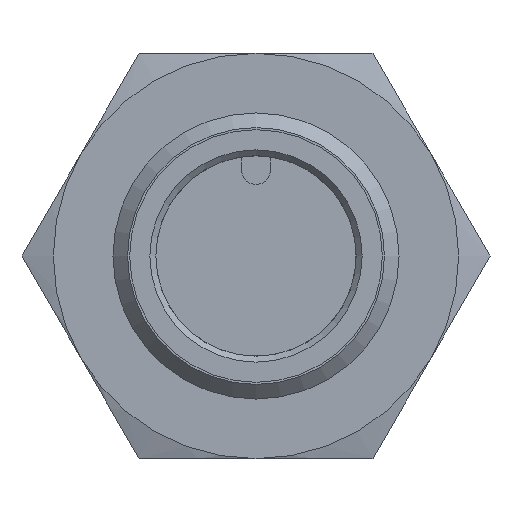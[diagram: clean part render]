
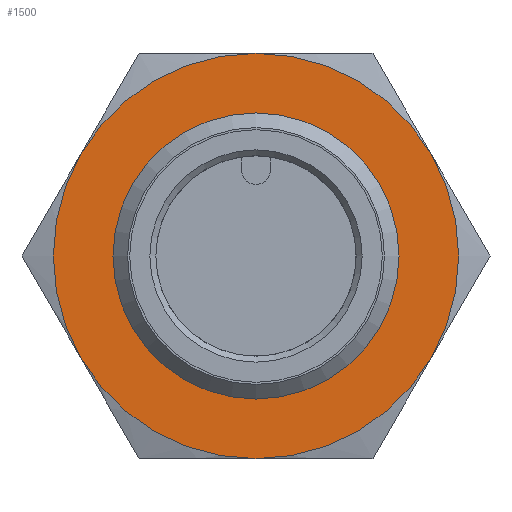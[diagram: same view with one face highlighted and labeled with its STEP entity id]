
A CAD part, left-side view. The second image highlights one B-rep face of the part: STEP entity #1500.
In plain terms, the highlighted planar face has unit normal (-1, 0, 0).
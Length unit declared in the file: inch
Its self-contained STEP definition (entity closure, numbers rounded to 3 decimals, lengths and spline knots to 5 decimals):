
#10 = CARTESIAN_POINT ( 'NONE',  ( 1.53543, 0.16732, 0. ) ) ;
#33 = ORIENTED_EDGE ( 'NONE', *, *, #322, .T. ) ;
#85 = AXIS2_PLACEMENT_3D ( 'NONE', #3524, #2118, #3220 ) ;
#123 = VERTEX_POINT ( 'NONE', #2574 ) ;
#231 = CIRCLE ( 'NONE', #1889, 0.33465 ) ;
#272 = ORIENTED_EDGE ( 'NONE', *, *, #3259, .T. ) ;
#322 = EDGE_CURVE ( 'NONE', #1042, #2608, #1131, .T. ) ;
#347 = CARTESIAN_POINT ( 'NONE',  ( 1.53543, 0., 0.33465 ) ) ;
#470 = AXIS2_PLACEMENT_3D ( 'NONE', #912, #923, #2299 ) ;
#477 = DIRECTION ( 'NONE',  ( -1., 0., 0. ) ) ;
#518 = CARTESIAN_POINT ( 'NONE',  ( 1.53543, 0., 0. ) ) ;
#637 = VERTEX_POINT ( 'NONE', #1758 ) ;
#674 = ORIENTED_EDGE ( 'NONE', *, *, #3195, .T. ) ;
#724 = CARTESIAN_POINT ( 'NONE',  ( 1.53543, 0., 0.23622 ) ) ;
#758 = PLANE ( 'NONE',  #3127 ) ;
#793 = DIRECTION ( 'NONE',  ( -1., 0., 0. ) ) ;
#834 = EDGE_CURVE ( 'NONE', #637, #123, #2681, .T. ) ;
#890 = AXIS2_PLACEMENT_3D ( 'NONE', #1590, #3595, #2323 ) ;
#912 = CARTESIAN_POINT ( 'NONE',  ( 1.53543, 0., 0. ) ) ;
#923 = DIRECTION ( 'NONE',  ( 1., 0., 0. ) ) ;
#1042 = VERTEX_POINT ( 'NONE', #3003 ) ;
#1131 = CIRCLE ( 'NONE', #890, 0.33465 ) ;
#1177 = CARTESIAN_POINT ( 'NONE',  ( 1.53543, -0.28981, -0.16732 ) ) ;
#1364 = EDGE_CURVE ( 'NONE', #123, #2713, #231, .T. ) ;
#1385 = CARTESIAN_POINT ( 'NONE',  ( 1.53543, 0., 0. ) ) ;
#1475 = FACE_OUTER_BOUND ( 'NONE', #2760, .T. ) ;
#1500 = ADVANCED_FACE ( 'NONE', ( #1475, #1955 ), #758, .T. ) ;
#1523 = EDGE_LOOP ( 'NONE', ( #2018 ) ) ;
#1586 = AXIS2_PLACEMENT_3D ( 'NONE', #2454, #3017, #1892 ) ;
#1590 = CARTESIAN_POINT ( 'NONE',  ( 1.53543, 0., 0. ) ) ;
#1638 = CIRCLE ( 'NONE', #470, 0.23622 ) ;
#1690 = DIRECTION ( 'NONE',  ( 0., 0., -1. ) ) ;
#1718 = CARTESIAN_POINT ( 'NONE',  ( 1.53543, 0., -0.33465 ) ) ;
#1758 = CARTESIAN_POINT ( 'NONE',  ( 1.53543, 0.28981, 0.16732 ) ) ;
#1778 = ORIENTED_EDGE ( 'NONE', *, *, #1364, .T. ) ;
#1889 = AXIS2_PLACEMENT_3D ( 'NONE', #518, #477, #1690 ) ;
#1892 = DIRECTION ( 'NONE',  ( 0., 0., -1. ) ) ;
#1955 = FACE_BOUND ( 'NONE', #1523, .T. ) ;
#2018 = ORIENTED_EDGE ( 'NONE', *, *, #3001, .T. ) ;
#2050 = EDGE_CURVE ( 'NONE', #2583, #1042, #3196, .T. ) ;
#2118 = DIRECTION ( 'NONE',  ( -1., 0., 0. ) ) ;
#2224 = CARTESIAN_POINT ( 'NONE',  ( 1.53543, 0., 0. ) ) ;
#2255 = ORIENTED_EDGE ( 'NONE', *, *, #834, .T. ) ;
#2299 = DIRECTION ( 'NONE',  ( 0., 0., 1. ) ) ;
#2323 = DIRECTION ( 'NONE',  ( 0., 0., -1. ) ) ;
#2381 = ORIENTED_EDGE ( 'NONE', *, *, #2050, .T. ) ;
#2414 = AXIS2_PLACEMENT_3D ( 'NONE', #2224, #793, #3067 ) ;
#2454 = CARTESIAN_POINT ( 'NONE',  ( 1.53543, 0., 0. ) ) ;
#2468 = CIRCLE ( 'NONE', #85, 0.33465 ) ;
#2476 = AXIS2_PLACEMENT_3D ( 'NONE', #1385, #2520, #3406 ) ;
#2520 = DIRECTION ( 'NONE',  ( -1., 0., 0. ) ) ;
#2574 = CARTESIAN_POINT ( 'NONE',  ( 1.53543, 0.28981, -0.16732 ) ) ;
#2583 = VERTEX_POINT ( 'NONE', #1177 ) ;
#2608 = VERTEX_POINT ( 'NONE', #347 ) ;
#2611 = DIRECTION ( 'NONE',  ( 0., 0., 1. ) ) ;
#2681 = CIRCLE ( 'NONE', #1586, 0.33465 ) ;
#2713 = VERTEX_POINT ( 'NONE', #1718 ) ;
#2760 = EDGE_LOOP ( 'NONE', ( #33, #272, #2255, #1778, #674, #2381 ) ) ;
#3001 = EDGE_CURVE ( 'NONE', #3368, #3368, #1638, .T. ) ;
#3003 = CARTESIAN_POINT ( 'NONE',  ( 1.53543, -0.28981, 0.16732 ) ) ;
#3017 = DIRECTION ( 'NONE',  ( -1., 0., 0. ) ) ;
#3067 = DIRECTION ( 'NONE',  ( 0., 0., -1. ) ) ;
#3127 = AXIS2_PLACEMENT_3D ( 'NONE', #10, #3708, #2611 ) ;
#3195 = EDGE_CURVE ( 'NONE', #2713, #2583, #2468, .T. ) ;
#3196 = CIRCLE ( 'NONE', #2476, 0.33465 ) ;
#3220 = DIRECTION ( 'NONE',  ( 0., 0., -1. ) ) ;
#3259 = EDGE_CURVE ( 'NONE', #2608, #637, #3549, .T. ) ;
#3368 = VERTEX_POINT ( 'NONE', #724 ) ;
#3406 = DIRECTION ( 'NONE',  ( 0., 0., -1. ) ) ;
#3524 = CARTESIAN_POINT ( 'NONE',  ( 1.53543, 0., 0. ) ) ;
#3549 = CIRCLE ( 'NONE', #2414, 0.33465 ) ;
#3595 = DIRECTION ( 'NONE',  ( -1., 0., 0. ) ) ;
#3708 = DIRECTION ( 'NONE',  ( -1., 0., 0. ) ) ;
